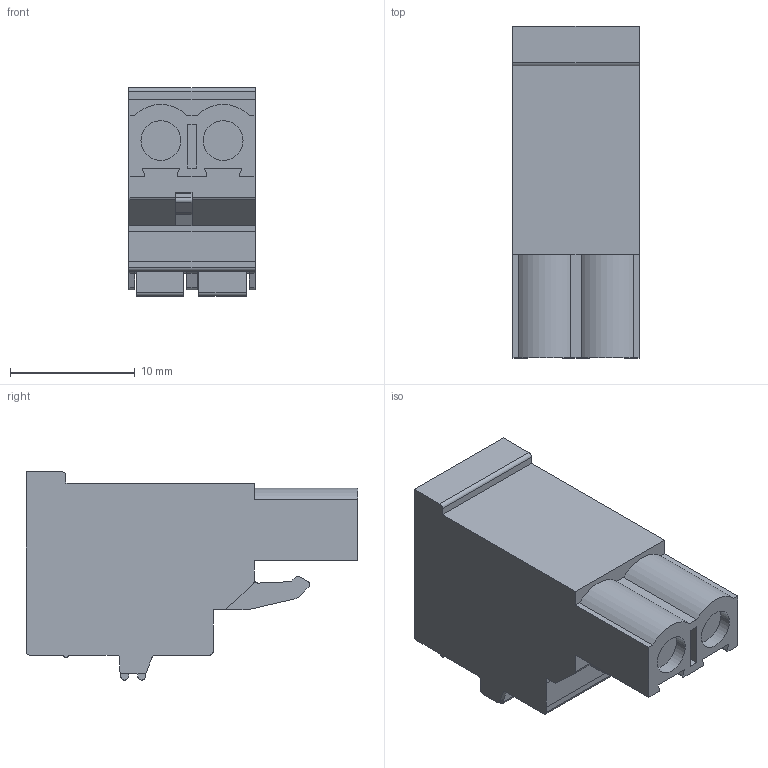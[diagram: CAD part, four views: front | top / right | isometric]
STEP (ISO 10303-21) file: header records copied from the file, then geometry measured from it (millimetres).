
FILE_DESCRIPTION((''),'2;1');
FILE_NAME('PRT0007','2024-09-21T15:36:04',('tluser'),(''),'CREO PARAMETRIC BY PTC INC, 2018100','CREO PARAMETRIC BY PTC INC, 2018100','');
FILE_SCHEMA(('CONFIG_CONTROL_DESIGN'));
Length unit declared in the file: millimetre
Products named in the file (1): PRT0007
Bounding box: 10.1 x 26.6 x 16.7 mm (x, y, z)
Volume: 2801.1 mm3; surface area: 1658.5 mm2
Topology: 1 solids, 1 shells, 136 faces, 366 edges, 244 vertices
Faces by surface type: plane 89, cylinder 47
Entity records: 4302 total; most frequent: CARTESIAN_POINT 746, DIRECTION 732, ORIENTED_EDGE 732, EDGE_CURVE 366, VECTOR 272, LINE 272, VERTEX_POINT 244, AXIS2_PLACEMENT_3D 230
